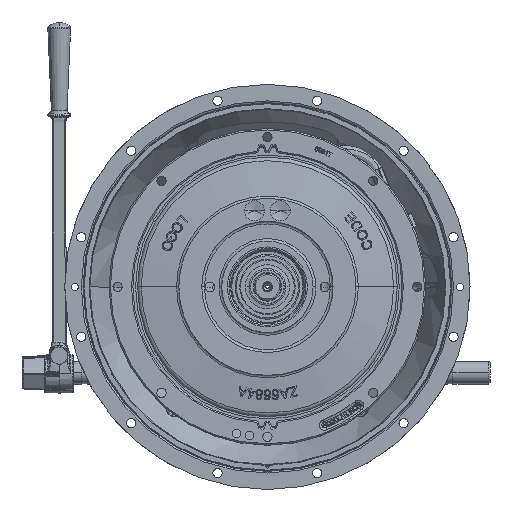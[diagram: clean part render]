
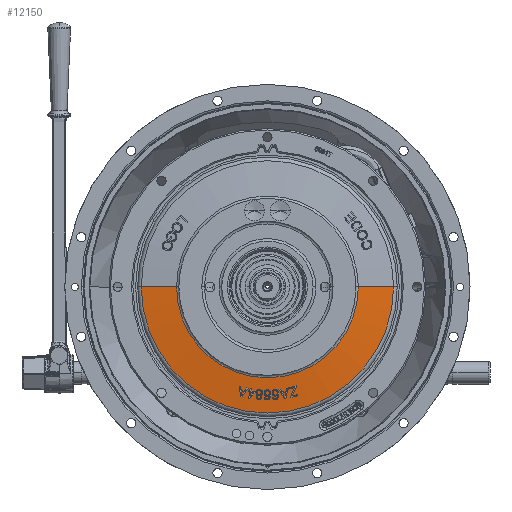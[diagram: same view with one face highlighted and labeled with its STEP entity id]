
A CAD part, top view. The second image highlights one B-rep face of the part: STEP entity #12150.
In plain terms, the highlighted conical face has half-angle 82.396 degrees and reference radius 144.463 mm.
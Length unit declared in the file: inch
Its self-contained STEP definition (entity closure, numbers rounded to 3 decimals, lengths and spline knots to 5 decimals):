
#1755 = AXIS2_PLACEMENT_3D ( 'NONE', #61925, #61923, #61921 ) ;
#1786 = AXIS2_PLACEMENT_3D ( 'NONE', #61725, #61717, #61716 ) ;
#2316 = CONICAL_SURFACE ( 'NONE', #126075, 5.6875, 1.438 ) ;
#2323 = FACE_OUTER_BOUND ( 'NONE', #101893, .T. ) ;
#12150 = ADVANCED_FACE ( 'NONE', ( #2323 ), #2316, .T. ) ;
#15509 = EDGE_CURVE ( 'NONE', #56624, #56608, #79990, .T. ) ;
#15524 = EDGE_CURVE ( 'NONE', #56628, #56612, #80056, .T. ) ;
#15526 = EDGE_CURVE ( 'NONE', #56628, #56624, #80069, .T. ) ;
#15664 = EDGE_CURVE ( 'NONE', #56612, #56608, #66262, .T. ) ;
#55837 = CARTESIAN_POINT ( 'NONE',  ( -3.98047, 0., -0.10354 ) ) ;
#55840 = CARTESIAN_POINT ( 'NONE',  ( 3.98047, 0., -0.10354 ) ) ;
#55855 = CARTESIAN_POINT ( 'NONE',  ( -5.52695, 0., -0.31 ) ) ;
#55858 = CARTESIAN_POINT ( 'NONE',  ( 5.52695, 0., -0.31 ) ) ;
#56608 = VERTEX_POINT ( 'NONE', #55858 ) ;
#56612 = VERTEX_POINT ( 'NONE', #55855 ) ;
#56624 = VERTEX_POINT ( 'NONE', #55840 ) ;
#56628 = VERTEX_POINT ( 'NONE', #55837 ) ;
#61716 = DIRECTION ( 'NONE',  ( -1., 0., 0. ) ) ;
#61717 = DIRECTION ( 'NONE',  ( 0., 0., 1. ) ) ;
#61725 = CARTESIAN_POINT ( 'NONE',  ( 0., 0., -0.31 ) ) ;
#61921 = DIRECTION ( 'NONE',  ( -1., 0., 0. ) ) ;
#61923 = DIRECTION ( 'NONE',  ( 0., 0., 1. ) ) ;
#61925 = CARTESIAN_POINT ( 'NONE',  ( 0., 0., -0.10354 ) ) ;
#61926 = DIRECTION ( 'NONE',  ( -0.991, 0., -0.132 ) ) ;
#61944 = DIRECTION ( 'NONE',  ( 0.991, 0., -0.132 ) ) ;
#61947 = CARTESIAN_POINT ( 'NONE',  ( -5.6875, 0., -0.33143 ) ) ;
#61952 = CARTESIAN_POINT ( 'NONE',  ( 5.6875, 0., -0.33143 ) ) ;
#66262 = CIRCLE ( 'NONE', #1786, 5.52695 ) ;
#79990 = LINE ( 'NONE', #61952, #80030 ) ;
#80030 = VECTOR ( 'NONE', #61944, 39.37008 ) ;
#80035 = VECTOR ( 'NONE', #61926, 39.37008 ) ;
#80056 = LINE ( 'NONE', #61947, #80035 ) ;
#80069 = CIRCLE ( 'NONE', #1755, 3.98047 ) ;
#87736 = CARTESIAN_POINT ( 'NONE',  ( 0., 0., -0.33143 ) ) ;
#87759 = DIRECTION ( 'NONE',  ( 1., 0., 0. ) ) ;
#87764 = DIRECTION ( 'NONE',  ( 0., 0., -1. ) ) ;
#101893 = EDGE_LOOP ( 'NONE', ( #102088, #102117, #102086, #102110 ) ) ;
#102086 = ORIENTED_EDGE ( 'NONE', *, *, #15664, .T. ) ;
#102088 = ORIENTED_EDGE ( 'NONE', *, *, #15526, .F. ) ;
#102110 = ORIENTED_EDGE ( 'NONE', *, *, #15509, .F. ) ;
#102117 = ORIENTED_EDGE ( 'NONE', *, *, #15524, .T. ) ;
#126075 = AXIS2_PLACEMENT_3D ( 'NONE', #87736, #87764, #87759 ) ;
